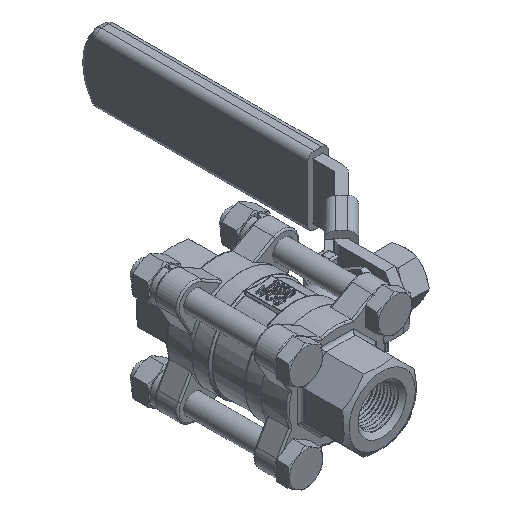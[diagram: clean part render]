
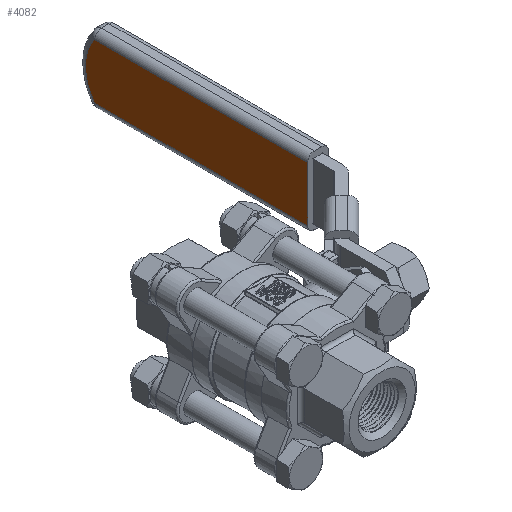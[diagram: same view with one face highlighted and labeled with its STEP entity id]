
A CAD part, isometric view. The second image highlights one B-rep face of the part: STEP entity #4082.
In plain terms, the highlighted face is planar.
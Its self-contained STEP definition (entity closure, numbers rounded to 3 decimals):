
#4082=ADVANCED_FACE('',(#8017),#8018,.F.);
#8017=FACE_OUTER_BOUND('',#18346,.T.);
#8018=PLANE('',#18347);
#18346=EDGE_LOOP('',(#30528,#30529,#30530,#30531));
#18347=AXIS2_PLACEMENT_3D('',#30532,#30533,#30534);
#30528=ORIENTED_EDGE('',*,*,#35449,.F.);
#30529=ORIENTED_EDGE('',*,*,#35488,.T.);
#30530=ORIENTED_EDGE('',*,*,#35476,.T.);
#30531=ORIENTED_EDGE('',*,*,#35472,.T.);
#30532=CARTESIAN_POINT('',(19.9,0.,122.1));
#30533=DIRECTION('',(0.0,0.0,1.0));
#30534=DIRECTION('',(1.0,0.0,0.0));
#35449=EDGE_CURVE('',#41759,#41761,#41762,.T.);
#35472=EDGE_CURVE('',#41788,#41761,#41796,.F.);
#35476=EDGE_CURVE('',#41798,#41788,#41801,.F.);
#35488=EDGE_CURVE('',#41759,#41798,#41813,.F.);
#41759=VERTEX_POINT('',#54867);
#41761=VERTEX_POINT('',#54869);
#41762=LINE('',#54870,#54871);
#41788=VERTEX_POINT('',#54906);
#41796=LINE('',#54914,#54915);
#41798=VERTEX_POINT('',#54917);
#41801=CIRCLE('',#54920,13.8);
#41813=LINE('',#54934,#54935);
#54867=CARTESIAN_POINT('',(-33.3,8.3,122.1));
#54869=CARTESIAN_POINT('',(-33.3,-8.3,122.1));
#54870=CARTESIAN_POINT('',(-33.3,10.3,122.1));
#54871=VECTOR('',#60400,1.0);
#54906=CARTESIAN_POINT('',(30.925,-8.3,122.1));
#54914=CARTESIAN_POINT('',(19.9,-8.3,122.1));
#54915=VECTOR('',#60434,1.0);
#54917=CARTESIAN_POINT('',(30.925,8.3,122.1));
#54920=AXIS2_PLACEMENT_3D('',#60441,#60442,#60443);
#54934=CARTESIAN_POINT('',(19.9,8.3,122.1));
#54935=VECTOR('',#60458,1.0);
#60400=DIRECTION('',(0.,-1.0,0.0));
#60434=DIRECTION('',(1.0,0.0,0.0));
#60441=CARTESIAN_POINT('',(19.9,0.,122.1));
#60442=DIRECTION('',(0.0,0.0,1.0));
#60443=DIRECTION('',(1.0,0.0,0.0));
#60458=DIRECTION('',(-1.0,0.0,0.0));
